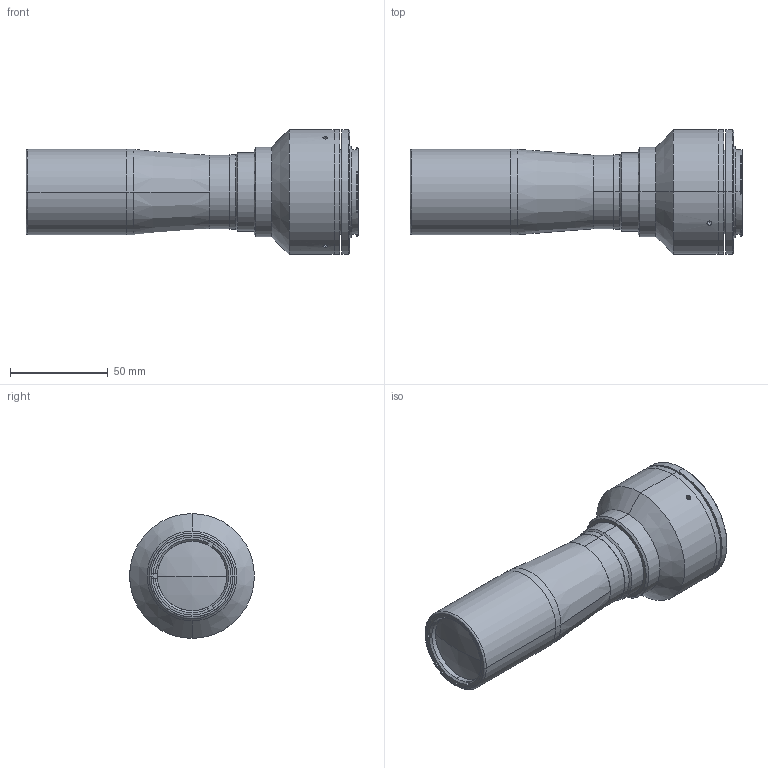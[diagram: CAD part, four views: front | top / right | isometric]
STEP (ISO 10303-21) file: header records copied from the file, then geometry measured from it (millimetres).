
FILE_DESCRIPTION (( 'STEP AP214' ), '1' );
FILE_NAME ('TC4M024HR-F.STEP', '2014-06-04T08:11:29', ( 'piermario' ), ( '' ), 'SwSTEP 2.0', 'SolidWorks 2013', '' );
FILE_SCHEMA (( 'AUTOMOTIVE_DESIGN' ));
Length unit declared in the file: millimetre
Products named in the file (1): TC4M024HR-F
Bounding box: 170.1 x 64 x 64 mm (x, y, z)
Surface area: 43195.1 mm2 (no closed solid volume)
Topology: 0 solids, 8 shells, 108 faces, 287 edges, 188 vertices
Faces by surface type: cylinder 47, plane 31, cone 24, torus 4, sphere 2
Entity records: 4810 total; most frequent: CARTESIAN_POINT 848, DIRECTION 634, ORIENTED_EDGE 498, EDGE_CURVE 287, AXIS2_PLACEMENT_3D 262, VERTEX_POINT 188, CIRCLE 153, EDGE_LOOP 129
